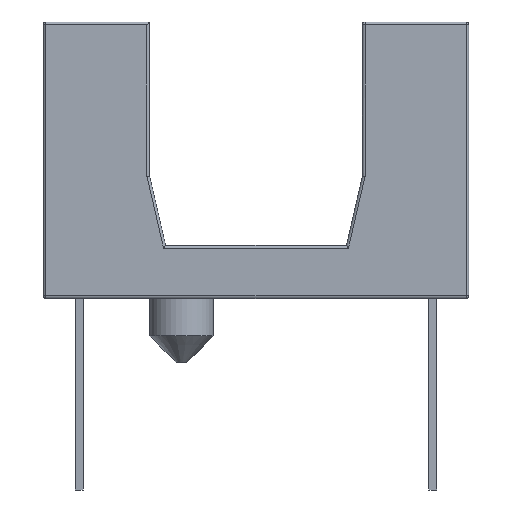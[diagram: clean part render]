
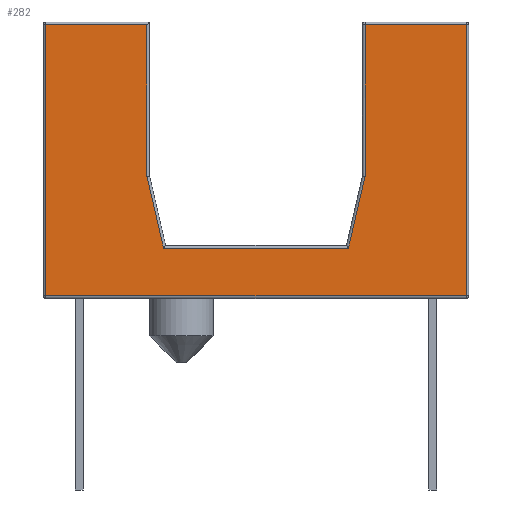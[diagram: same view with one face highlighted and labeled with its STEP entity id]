
A CAD part, front view. The second image highlights one B-rep face of the part: STEP entity #282.
In plain terms, the highlighted planar face has unit normal (0, -1, 0).
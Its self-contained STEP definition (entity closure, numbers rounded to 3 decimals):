
#282=ADVANCED_FACE('NONE',(#581),#582,.F.);
#581=FACE_OUTER_BOUND('',#906,.T.);
#582=PLANE('',#907);
#906=EDGE_LOOP('',(#1575,#1576,#1577,#1578,#1579,#1580,#1581,#1582,#1583,#1584));
#907=AXIS2_PLACEMENT_3D('',#1585,#1586,#1587);
#1575=ORIENTED_EDGE('',*,*,#2013,.F.);
#1576=ORIENTED_EDGE('',*,*,#2011,.F.);
#1577=ORIENTED_EDGE('',*,*,#2008,.F.);
#1578=ORIENTED_EDGE('',*,*,#2005,.F.);
#1579=ORIENTED_EDGE('',*,*,#2002,.F.);
#1580=ORIENTED_EDGE('',*,*,#1999,.F.);
#1581=ORIENTED_EDGE('',*,*,#1996,.F.);
#1582=ORIENTED_EDGE('',*,*,#1994,.F.);
#1583=ORIENTED_EDGE('',*,*,#2034,.F.);
#1584=ORIENTED_EDGE('',*,*,#2025,.F.);
#1585=CARTESIAN_POINT('',(-4.0,-2.1,5.2));
#1586=DIRECTION('',(0.0,1.0,0.0));
#1587=DIRECTION('',(1.0,0.0,-0.0));
#1994=EDGE_CURVE('NONE',#2385,#2311,#2387,.T.);
#1996=EDGE_CURVE('NONE',#2311,#2389,#2390,.T.);
#1999=EDGE_CURVE('NONE',#2389,#2393,#2394,.T.);
#2002=EDGE_CURVE('NONE',#2393,#2397,#2398,.T.);
#2005=EDGE_CURVE('NONE',#2397,#2401,#2402,.T.);
#2008=EDGE_CURVE('NONE',#2401,#2405,#2406,.T.);
#2011=EDGE_CURVE('NONE',#2405,#2327,#2409,.T.);
#2013=EDGE_CURVE('NONE',#2327,#2345,#2411,.T.);
#2025=EDGE_CURVE('NONE',#2345,#2424,#2427,.T.);
#2034=EDGE_CURVE('NONE',#2424,#2385,#2437,.T.);
#2311=VERTEX_POINT('NONE',#2832);
#2327=VERTEX_POINT('NONE',#2855);
#2345=VERTEX_POINT('NONE',#2875);
#2385=VERTEX_POINT('NONE',#2967);
#2387=LINE('',#2969,#2970);
#2389=VERTEX_POINT('NONE',#2972);
#2390=LINE('',#2973,#2974);
#2393=VERTEX_POINT('NONE',#2987);
#2394=LINE('',#2988,#2989);
#2397=VERTEX_POINT('NONE',#3002);
#2398=LINE('',#3003,#3004);
#2401=VERTEX_POINT('NONE',#3017);
#2402=LINE('',#3018,#3019);
#2405=VERTEX_POINT('NONE',#3032);
#2406=LINE('',#3033,#3034);
#2409=LINE('',#3047,#3048);
#2411=LINE('',#3050,#3051);
#2424=VERTEX_POINT('NONE',#3068);
#2427=LINE('',#3072,#3073);
#2437=LINE('',#3085,#3086);
#2832=CARTESIAN_POINT('',(-3.95,-2.1,5.15));
#2855=CARTESIAN_POINT('',(2.05,-2.1,5.15));
#2875=CARTESIAN_POINT('',(3.95,-2.1,5.15));
#2967=CARTESIAN_POINT('',(-3.95,-2.1,0.05));
#2969=CARTESIAN_POINT('',(-3.95,-2.1,5.2));
#2970=VECTOR('',#3417,1000.0);
#2972=CARTESIAN_POINT('',(-2.05,-2.1,5.15));
#2973=CARTESIAN_POINT('',(-4.0,-2.1,5.15));
#2974=VECTOR('',#3418,1000.0);
#2987=CARTESIAN_POINT('',(-2.05,-2.1,2.294));
#2988=CARTESIAN_POINT('',(-2.05,-2.1,5.2));
#2989=VECTOR('',#3419,1000.0);
#3002=CARTESIAN_POINT('',(-1.74,-2.1,0.95));
#3003=CARTESIAN_POINT('',(-2.05,-2.1,2.294));
#3004=VECTOR('',#3420,1000.0);
#3017=CARTESIAN_POINT('',(1.74,-2.1,0.95));
#3018=CARTESIAN_POINT('',(-4.0,-2.1,0.95));
#3019=VECTOR('',#3421,1000.0);
#3032=CARTESIAN_POINT('',(2.05,-2.1,2.294));
#3033=CARTESIAN_POINT('',(1.74,-2.1,0.95));
#3034=VECTOR('',#3422,1000.0);
#3047=CARTESIAN_POINT('',(2.05,-2.1,5.2));
#3048=VECTOR('',#3423,1000.0);
#3050=CARTESIAN_POINT('',(-4.0,-2.1,5.15));
#3051=VECTOR('',#3424,1000.0);
#3068=CARTESIAN_POINT('',(3.95,-2.1,0.05));
#3072=CARTESIAN_POINT('',(3.95,-2.1,5.2));
#3073=VECTOR('',#3436,1000.0);
#3085=CARTESIAN_POINT('',(-4.0,-2.1,0.05));
#3086=VECTOR('',#3445,1000.0);
#3417=DIRECTION('',(0.0,0.0,1.0));
#3418=DIRECTION('',(1.0,-0.0,0.0));
#3419=DIRECTION('',(-0.0,-0.0,-1.0));
#3420=DIRECTION('',(0.225,0.0,-0.974));
#3421=DIRECTION('',(1.0,-0.0,0.0));
#3422=DIRECTION('',(0.225,0.0,0.974));
#3423=DIRECTION('',(0.0,0.0,1.0));
#3424=DIRECTION('',(1.0,-0.0,0.0));
#3436=DIRECTION('',(-0.0,-0.0,-1.0));
#3445=DIRECTION('',(-1.0,-0.0,-0.0));
